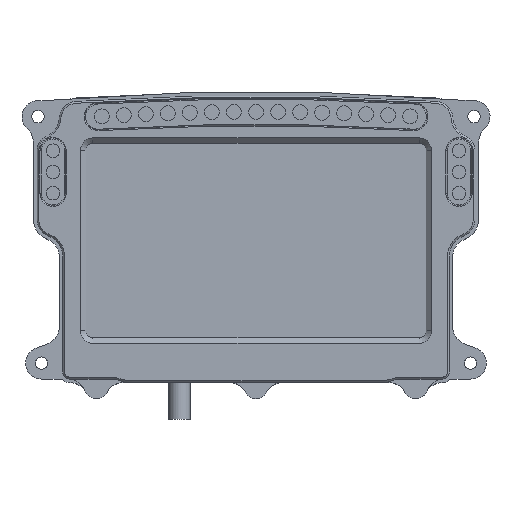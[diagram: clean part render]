
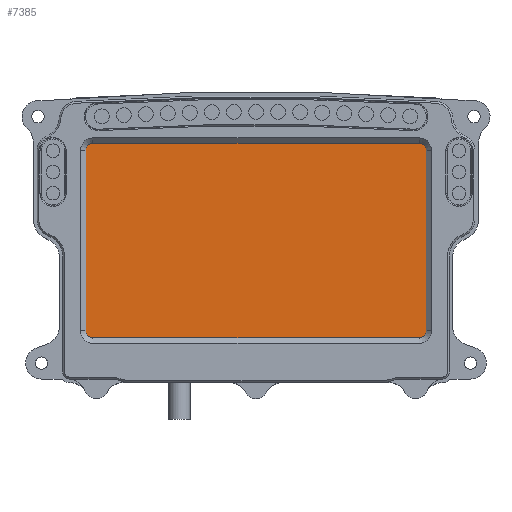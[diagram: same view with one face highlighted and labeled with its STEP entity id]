
A CAD part, top view. The second image highlights one B-rep face of the part: STEP entity #7385.
In plain terms, the highlighted planar face has unit normal (0, 0, 1).
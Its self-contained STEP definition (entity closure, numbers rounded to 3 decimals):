
#100 = VECTOR ( 'NONE', #5393, 1000. ) ;
#290 = ORIENTED_EDGE ( 'NONE', *, *, #12587, .T. ) ;
#412 = CARTESIAN_POINT ( 'NONE',  ( -48., -66.4, 9.3 ) ) ;
#772 = DIRECTION ( 'NONE',  ( 0., -1., 0. ) ) ;
#954 = CARTESIAN_POINT ( 'NONE',  ( -46., -68.4, 9.3 ) ) ;
#1606 = PLANE ( 'NONE',  #5289 ) ;
#1809 = CARTESIAN_POINT ( 'NONE',  ( -46., -66.4, 9.3 ) ) ;
#1853 = AXIS2_PLACEMENT_3D ( 'NONE', #20903, #19280, #6196 ) ;
#2722 = CIRCLE ( 'NONE', #18826, 2. ) ;
#3288 = VERTEX_POINT ( 'NONE', #11530 ) ;
#3537 = DIRECTION ( 'NONE',  ( 0., 0., 1. ) ) ;
#3996 = ORIENTED_EDGE ( 'NONE', *, *, #4155, .T. ) ;
#4113 = CARTESIAN_POINT ( 'NONE',  ( 46., -15.5, 9.3 ) ) ;
#4155 = EDGE_CURVE ( 'NONE', #20223, #16101, #12817, .T. ) ;
#4523 = VERTEX_POINT ( 'NONE', #9052 ) ;
#4770 = CARTESIAN_POINT ( 'NONE',  ( 46., -68.4, 9.3 ) ) ;
#5289 = AXIS2_PLACEMENT_3D ( 'NONE', #1809, #3537, #11695 ) ;
#5312 = DIRECTION ( 'NONE',  ( -1., 0., 0. ) ) ;
#5393 = DIRECTION ( 'NONE',  ( 0., 1., 0. ) ) ;
#5414 = CARTESIAN_POINT ( 'NONE',  ( 46., -13.5, 9.3 ) ) ;
#5620 = DIRECTION ( 'NONE',  ( 0., 0., 1. ) ) ;
#5907 = EDGE_LOOP ( 'NONE', ( #290, #3996, #9167, #9117, #18971, #8007, #20473, #5925 ) ) ;
#5925 = ORIENTED_EDGE ( 'NONE', *, *, #8226, .T. ) ;
#6196 = DIRECTION ( 'NONE',  ( 1., 0., 0. ) ) ;
#6481 = CARTESIAN_POINT ( 'NONE',  ( -46., -13.5, 9.3 ) ) ;
#6721 = EDGE_CURVE ( 'NONE', #12125, #18756, #11965, .T. ) ;
#7065 = VECTOR ( 'NONE', #14425, 1000. ) ;
#7208 = DIRECTION ( 'NONE',  ( -1., 0., 0. ) ) ;
#7385 = ADVANCED_FACE ( 'NONE', ( #8473 ), #1606, .T. ) ;
#8007 = ORIENTED_EDGE ( 'NONE', *, *, #6721, .T. ) ;
#8226 = EDGE_CURVE ( 'NONE', #3288, #19185, #10462, .T. ) ;
#8473 = FACE_OUTER_BOUND ( 'NONE', #5907, .T. ) ;
#8920 = CARTESIAN_POINT ( 'NONE',  ( 46., -13.5, 9.3 ) ) ;
#9052 = CARTESIAN_POINT ( 'NONE',  ( 48., -15.5, 9.3 ) ) ;
#9071 = CIRCLE ( 'NONE', #1853, 2. ) ;
#9117 = ORIENTED_EDGE ( 'NONE', *, *, #17211, .T. ) ;
#9167 = ORIENTED_EDGE ( 'NONE', *, *, #10309, .T. ) ;
#9178 = VECTOR ( 'NONE', #5312, 1000. ) ;
#9208 = DIRECTION ( 'NONE',  ( 1., 0., 0. ) ) ;
#9293 = CARTESIAN_POINT ( 'NONE',  ( 46., -66.4, 9.3 ) ) ;
#10246 = CARTESIAN_POINT ( 'NONE',  ( 48., -15.5, 9.3 ) ) ;
#10309 = EDGE_CURVE ( 'NONE', #16101, #15924, #2722, .T. ) ;
#10333 = AXIS2_PLACEMENT_3D ( 'NONE', #19376, #10822, #9208 ) ;
#10462 = LINE ( 'NONE', #20204, #11445 ) ;
#10822 = DIRECTION ( 'NONE',  ( 0., 0., 1. ) ) ;
#11287 = CARTESIAN_POINT ( 'NONE',  ( 46., -68.4, 9.3 ) ) ;
#11445 = VECTOR ( 'NONE', #772, 1000. ) ;
#11530 = CARTESIAN_POINT ( 'NONE',  ( -48., -15.5, 9.3 ) ) ;
#11695 = DIRECTION ( 'NONE',  ( 1., 0., 0. ) ) ;
#11826 = CIRCLE ( 'NONE', #20046, 2. ) ;
#11929 = CARTESIAN_POINT ( 'NONE',  ( 48., -66.4, 9.3 ) ) ;
#11965 = LINE ( 'NONE', #5414, #9178 ) ;
#12055 = LINE ( 'NONE', #10246, #100 ) ;
#12125 = VERTEX_POINT ( 'NONE', #8920 ) ;
#12374 = CIRCLE ( 'NONE', #10333, 2. ) ;
#12587 = EDGE_CURVE ( 'NONE', #19185, #20223, #12374, .T. ) ;
#12817 = LINE ( 'NONE', #4770, #7065 ) ;
#14425 = DIRECTION ( 'NONE',  ( 1., 0., 0. ) ) ;
#15924 = VERTEX_POINT ( 'NONE', #11929 ) ;
#16101 = VERTEX_POINT ( 'NONE', #11287 ) ;
#17211 = EDGE_CURVE ( 'NONE', #15924, #4523, #12055, .T. ) ;
#18756 = VERTEX_POINT ( 'NONE', #6481 ) ;
#18826 = AXIS2_PLACEMENT_3D ( 'NONE', #9293, #5620, #19024 ) ;
#18909 = DIRECTION ( 'NONE',  ( 0., 0., 1. ) ) ;
#18971 = ORIENTED_EDGE ( 'NONE', *, *, #19883, .T. ) ;
#19024 = DIRECTION ( 'NONE',  ( -1., 0., 0. ) ) ;
#19185 = VERTEX_POINT ( 'NONE', #412 ) ;
#19280 = DIRECTION ( 'NONE',  ( 0., 0., 1. ) ) ;
#19376 = CARTESIAN_POINT ( 'NONE',  ( -46., -66.4, 9.3 ) ) ;
#19391 = EDGE_CURVE ( 'NONE', #18756, #3288, #9071, .T. ) ;
#19883 = EDGE_CURVE ( 'NONE', #4523, #12125, #11826, .T. ) ;
#20046 = AXIS2_PLACEMENT_3D ( 'NONE', #4113, #18909, #7208 ) ;
#20204 = CARTESIAN_POINT ( 'NONE',  ( -48., -15.5, 9.3 ) ) ;
#20223 = VERTEX_POINT ( 'NONE', #954 ) ;
#20473 = ORIENTED_EDGE ( 'NONE', *, *, #19391, .T. ) ;
#20903 = CARTESIAN_POINT ( 'NONE',  ( -46., -15.5, 9.3 ) ) ;
